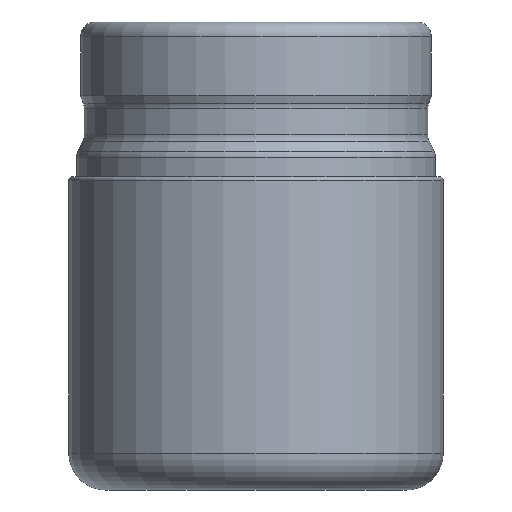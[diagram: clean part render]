
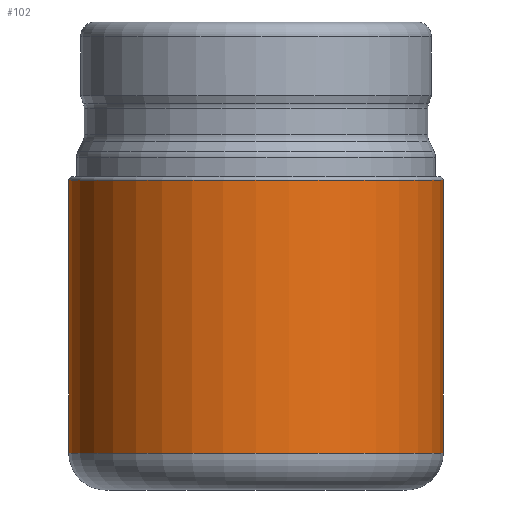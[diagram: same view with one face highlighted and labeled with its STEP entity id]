
A CAD part, front view. The second image highlights one B-rep face of the part: STEP entity #102.
In plain terms, the highlighted cylindrical face has radius 25.4 mm (diameter 50.8 mm), a partial arc.
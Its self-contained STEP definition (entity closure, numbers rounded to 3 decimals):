
#79=CYLINDRICAL_SURFACE('',#1405,25.4);
#102=ADVANCED_FACE('',(#221),#79,.T.);
#221=FACE_OUTER_BOUND('',#299,.T.);
#299=EDGE_LOOP('',(#390,#391,#392,#393));
#390=ORIENTED_EDGE('',*,*,#870,.T.);
#391=ORIENTED_EDGE('',*,*,#869,.T.);
#392=ORIENTED_EDGE('',*,*,#871,.F.);
#393=ORIENTED_EDGE('',*,*,#872,.T.);
#758=VERTEX_POINT('',#2187);
#761=VERTEX_POINT('',#2192);
#762=VERTEX_POINT('',#2196);
#763=VERTEX_POINT('',#2198);
#869=EDGE_CURVE('',#758,#761,#1067,.T.);
#870=EDGE_CURVE('',#762,#758,#1256,.T.);
#871=EDGE_CURVE('',#763,#761,#1257,.T.);
#872=EDGE_CURVE('',#763,#762,#1068,.T.);
#1067=CIRCLE('',#1402,25.4);
#1068=CIRCLE('',#1404,25.4);
#1256=LINE('',#2195,#1297);
#1257=LINE('',#2197,#1298);
#1297=VECTOR('',#1665,1.);
#1298=VECTOR('',#1666,1.);
#1402=AXIS2_PLACEMENT_3D('',#2193,#1661,#1662);
#1404=AXIS2_PLACEMENT_3D('',#2199,#1667,#1668);
#1405=AXIS2_PLACEMENT_3D('',#2200,#1669,#1670);
#1661=DIRECTION('',(0.,0.,1.));
#1662=DIRECTION('',(-1.,0.,0.));
#1665=DIRECTION('',(0.,0.,-1.));
#1666=DIRECTION('',(0.,0.,-1.));
#1667=DIRECTION('',(0.,0.,-1.));
#1668=DIRECTION('',(1.,0.,0.));
#1669=DIRECTION('',(0.,0.,-1.));
#1670=DIRECTION('',(-1.,0.,0.));
#2187=CARTESIAN_POINT('',(-25.4,0.,-58.5));
#2192=CARTESIAN_POINT('',(25.4,0.,-58.5));
#2193=CARTESIAN_POINT('',(0.,0.,-58.5));
#2195=CARTESIAN_POINT('',(-25.4,0.,-58.5));
#2196=CARTESIAN_POINT('',(-25.4,0.,-21.5));
#2197=CARTESIAN_POINT('',(25.4,0.,-58.5));
#2198=CARTESIAN_POINT('',(25.4,0.,-21.5));
#2199=CARTESIAN_POINT('',(0.,0.,-21.5));
#2200=CARTESIAN_POINT('',(0.,0.,-18.875));
